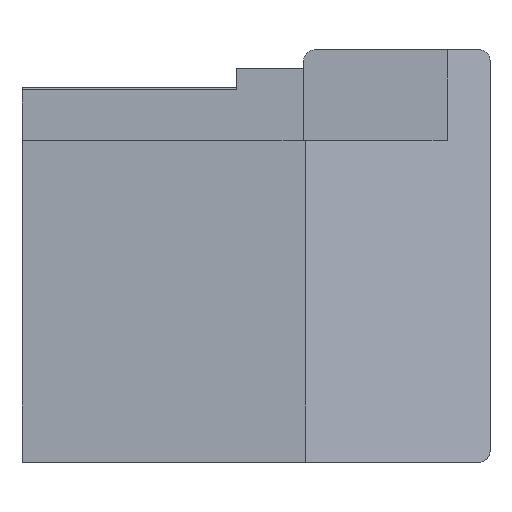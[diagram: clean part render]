
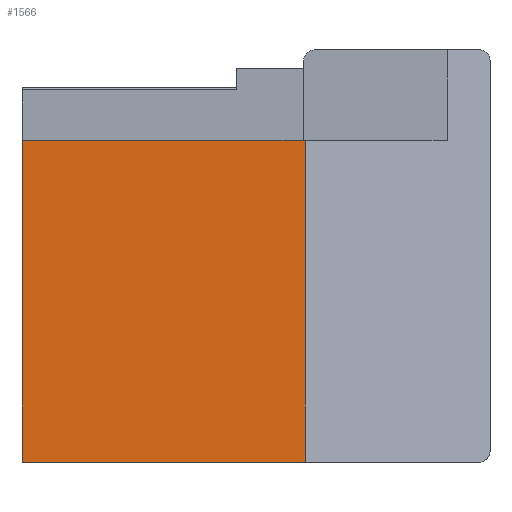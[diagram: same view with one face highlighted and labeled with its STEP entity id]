
A CAD part, front view. The second image highlights one B-rep face of the part: STEP entity #1566.
In plain terms, the highlighted planar face has unit normal (0, -1, 0).
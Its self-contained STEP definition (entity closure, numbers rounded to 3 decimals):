
#75=PLANE('',#1724);
#173=FACE_OUTER_BOUND('',#267,.T.);
#267=EDGE_LOOP('',(#1437,#1438,#1439,#1440,#1441,#1442));
#325=LINE('',#2468,#478);
#348=LINE('',#2535,#501);
#402=LINE('',#2739,#555);
#413=LINE('',#2760,#566);
#420=LINE('',#2777,#573);
#421=LINE('',#2779,#574);
#478=VECTOR('',#1900,10.);
#501=VECTOR('',#1951,10.);
#555=VECTOR('',#2107,10.);
#566=VECTOR('',#2134,10.);
#573=VECTOR('',#2161,10.);
#574=VECTOR('',#2164,10.);
#663=VERTEX_POINT('',#2344);
#701=VERTEX_POINT('',#2467);
#730=VERTEX_POINT('',#2532);
#731=VERTEX_POINT('',#2534);
#778=VERTEX_POINT('',#2737);
#780=VERTEX_POINT('',#2757);
#874=EDGE_CURVE('',#701,#663,#325,.T.);
#908=EDGE_CURVE('',#730,#731,#348,.T.);
#985=EDGE_CURVE('',#778,#730,#402,.T.);
#996=EDGE_CURVE('',#780,#731,#413,.T.);
#1003=EDGE_CURVE('',#778,#663,#420,.T.);
#1004=EDGE_CURVE('',#780,#701,#421,.T.);
#1437=ORIENTED_EDGE('',*,*,#874,.F.);
#1438=ORIENTED_EDGE('',*,*,#1004,.F.);
#1439=ORIENTED_EDGE('',*,*,#996,.T.);
#1440=ORIENTED_EDGE('',*,*,#908,.F.);
#1441=ORIENTED_EDGE('',*,*,#985,.F.);
#1442=ORIENTED_EDGE('',*,*,#1003,.T.);
#1566=ADVANCED_FACE('',(#173),#75,.T.);
#1724=AXIS2_PLACEMENT_3D('',#2778,#2162,#2163);
#1900=DIRECTION('',(0.,0.,-1.));
#1951=DIRECTION('',(0.,0.,1.));
#2107=DIRECTION('',(-1.,0.,0.));
#2134=DIRECTION('',(-1.,0.,0.));
#2161=DIRECTION('',(1.,0.,0.));
#2162=DIRECTION('center_axis',(0.,-1.,0.));
#2163=DIRECTION('ref_axis',(0.,0.,
-1.));
#2164=DIRECTION('',(1.,0.,0.));
#2344=CARTESIAN_POINT('',(144.764,481.095,356.026));
#2467=CARTESIAN_POINT('',(144.764,481.095,371.026));
#2468=CARTESIAN_POINT('',(144.764,481.095,368.28));
#2532=CARTESIAN_POINT('',(131.564,481.095,356.026));
#2534=CARTESIAN_POINT('',(131.564,481.095,371.026));
#2535=CARTESIAN_POINT('',(131.564,481.095,371.026));
#2737=CARTESIAN_POINT('',(141.564,481.095,356.026));
#2739=CARTESIAN_POINT('',(141.564,481.095,356.026));
#2757=CARTESIAN_POINT('',(141.564,481.095,371.026));
#2760=CARTESIAN_POINT('',(141.564,481.095,371.026));
#2777=CARTESIAN_POINT('',(141.564,481.095,356.026));
#2778=CARTESIAN_POINT('Origin',(141.564,481.095,371.026));
#2779=CARTESIAN_POINT('',(141.564,481.095,371.026));
